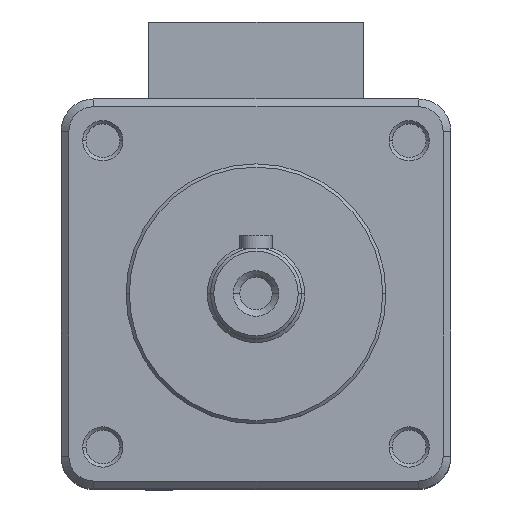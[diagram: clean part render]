
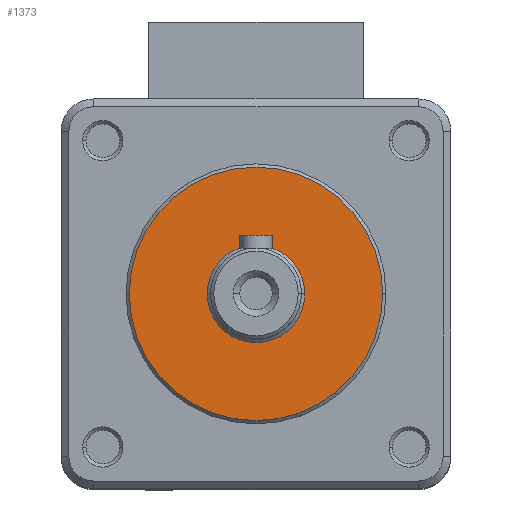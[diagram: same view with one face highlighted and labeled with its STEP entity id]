
A CAD part, top view. The second image highlights one B-rep face of the part: STEP entity #1373.
In plain terms, the highlighted planar face has unit normal (0, 0, 1).
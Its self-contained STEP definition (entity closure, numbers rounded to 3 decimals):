
#2 = CARTESIAN_POINT ( 'NONE',  ( 0., 0., 60.5 ) ) ;
#53 = EDGE_LOOP ( 'NONE', ( #5121, #4625 ) ) ;
#183 = CARTESIAN_POINT ( 'NONE',  ( 0., 0., 60.5 ) ) ;
#367 = CARTESIAN_POINT ( 'NONE',  ( 0., 0., 60.5 ) ) ;
#407 = ORIENTED_EDGE ( 'NONE', *, *, #5584, .F. ) ;
#463 = DIRECTION ( 'NONE',  ( 1., 0., 0. ) ) ;
#669 = DIRECTION ( 'NONE',  ( 0., 0., 1. ) ) ;
#887 = VERTEX_POINT ( 'NONE', #1863 ) ;
#888 = DIRECTION ( 'NONE',  ( 0., 0., 1. ) ) ;
#903 = DIRECTION ( 'NONE',  ( 0., 0., 1. ) ) ;
#961 = AXIS2_PLACEMENT_3D ( 'NONE', #3718, #5143, #2307 ) ;
#1208 = EDGE_CURVE ( 'NONE', #2145, #887, #4310, .T. ) ;
#1373 = ADVANCED_FACE ( 'NONE', ( #5866, #3702 ), #2846, .T. ) ;
#1439 = DIRECTION ( 'NONE',  ( 0., 0., 1. ) ) ;
#1860 = AXIS2_PLACEMENT_3D ( 'NONE', #183, #669, #4045 ) ;
#1863 = CARTESIAN_POINT ( 'NONE',  ( -7.5, 0., 60.5 ) ) ;
#2004 = CIRCLE ( 'NONE', #961, 19.5 ) ;
#2145 = VERTEX_POINT ( 'NONE', #5395 ) ;
#2307 = DIRECTION ( 'NONE',  ( 1., 0., 0. ) ) ;
#2432 = ORIENTED_EDGE ( 'NONE', *, *, #1208, .F. ) ;
#2471 = VERTEX_POINT ( 'NONE', #4661 ) ;
#2846 = PLANE ( 'NONE',  #6165 ) ;
#3336 = CARTESIAN_POINT ( 'NONE',  ( -19.5, 0., 60.5 ) ) ;
#3702 = FACE_BOUND ( 'NONE', #5759, .T. ) ;
#3718 = CARTESIAN_POINT ( 'NONE',  ( 0., 0., 60.5 ) ) ;
#3755 = DIRECTION ( 'NONE',  ( 1., 0., 0. ) ) ;
#4045 = DIRECTION ( 'NONE',  ( 1., 0., 0. ) ) ;
#4282 = VERTEX_POINT ( 'NONE', #3336 ) ;
#4310 = CIRCLE ( 'NONE', #4895, 7.5 ) ;
#4541 = EDGE_CURVE ( 'NONE', #2471, #4282, #2004, .T. ) ;
#4625 = ORIENTED_EDGE ( 'NONE', *, *, #4541, .T. ) ;
#4661 = CARTESIAN_POINT ( 'NONE',  ( 19.5, 0., 60.5 ) ) ;
#4718 = CARTESIAN_POINT ( 'NONE',  ( 0., 0., 60.5 ) ) ;
#4871 = AXIS2_PLACEMENT_3D ( 'NONE', #4718, #903, #5198 ) ;
#4895 = AXIS2_PLACEMENT_3D ( 'NONE', #367, #888, #3755 ) ;
#5055 = CIRCLE ( 'NONE', #1860, 7.5 ) ;
#5121 = ORIENTED_EDGE ( 'NONE', *, *, #5165, .T. ) ;
#5143 = DIRECTION ( 'NONE',  ( 0., 0., 1. ) ) ;
#5165 = EDGE_CURVE ( 'NONE', #4282, #2471, #5291, .T. ) ;
#5198 = DIRECTION ( 'NONE',  ( 1., 0., 0. ) ) ;
#5291 = CIRCLE ( 'NONE', #4871, 19.5 ) ;
#5395 = CARTESIAN_POINT ( 'NONE',  ( 7.5, 0., 60.5 ) ) ;
#5584 = EDGE_CURVE ( 'NONE', #887, #2145, #5055, .T. ) ;
#5759 = EDGE_LOOP ( 'NONE', ( #407, #2432 ) ) ;
#5866 = FACE_OUTER_BOUND ( 'NONE', #53, .T. ) ;
#6165 = AXIS2_PLACEMENT_3D ( 'NONE', #2, #1439, #463 ) ;
